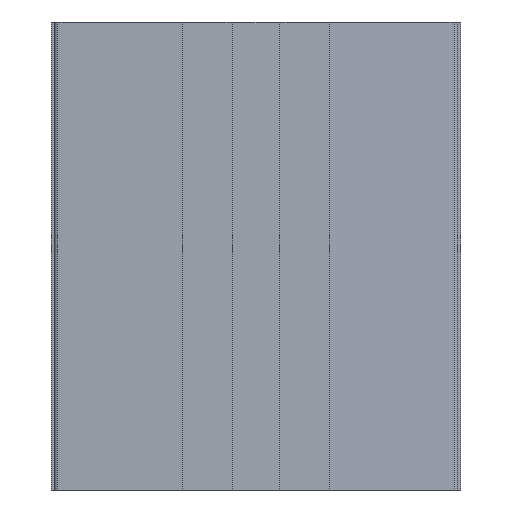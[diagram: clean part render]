
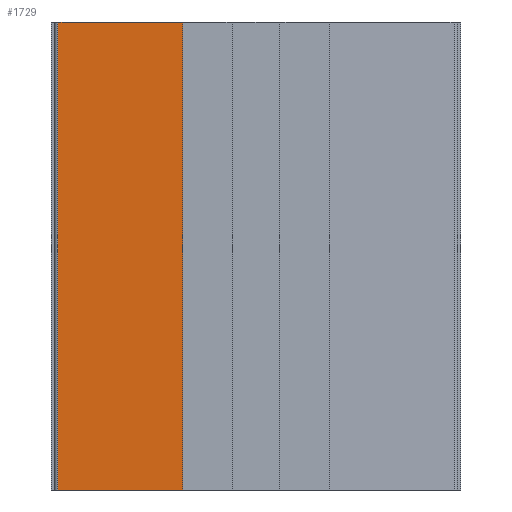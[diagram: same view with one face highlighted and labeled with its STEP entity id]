
A CAD part, front view. The second image highlights one B-rep face of the part: STEP entity #1729.
In plain terms, the highlighted planar face has unit normal (-0.031, -1, 0).
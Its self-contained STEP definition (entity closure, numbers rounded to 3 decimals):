
#72 = EDGE_CURVE ( 'NONE', #4307, #4468, #3277, .T. ) ;
#163 = LINE ( 'NONE', #2754, #3842 ) ;
#449 = CARTESIAN_POINT ( 'NONE',  ( -12.5, -98.806, 40. ) ) ;
#625 = DIRECTION ( 'NONE',  ( 1., -0.031, 0. ) ) ;
#635 = VECTOR ( 'NONE', #625, 1000. ) ;
#698 = EDGE_CURVE ( 'NONE', #3753, #4468, #163, .T. ) ;
#1208 = EDGE_LOOP ( 'NONE', ( #3102, #4231, #3826, #6594 ) ) ;
#1354 = CARTESIAN_POINT ( 'NONE',  ( -33.85, -98.15, 40. ) ) ;
#1729 = ADVANCED_FACE ( 'NONE', ( #6412 ), #6300, .F. ) ;
#1740 = EDGE_CURVE ( 'NONE', #6121, #4307, #6200, .T. ) ;
#2645 = DIRECTION ( 'NONE',  ( 1., -0.031, 0. ) ) ;
#2651 = VECTOR ( 'NONE', #3193, 1000. ) ;
#2754 = CARTESIAN_POINT ( 'NONE',  ( -33.85, -98.15, -40. ) ) ;
#2950 = LINE ( 'NONE', #1354, #2651 ) ;
#3102 = ORIENTED_EDGE ( 'NONE', *, *, #698, .T. ) ;
#3193 = DIRECTION ( 'NONE',  ( 0., 0., -1. ) ) ;
#3277 = LINE ( 'NONE', #6281, #5366 ) ;
#3679 = DIRECTION ( 'NONE',  ( -1., 0.031, 0. ) ) ;
#3688 = DIRECTION ( 'NONE',  ( 0., 0., -1. ) ) ;
#3753 = VERTEX_POINT ( 'NONE', #7976 ) ;
#3826 = ORIENTED_EDGE ( 'NONE', *, *, #1740, .F. ) ;
#3842 = VECTOR ( 'NONE', #2645, 1000. ) ;
#3901 = EDGE_CURVE ( 'NONE', #6121, #3753, #2950, .T. ) ;
#4231 = ORIENTED_EDGE ( 'NONE', *, *, #72, .F. ) ;
#4307 = VERTEX_POINT ( 'NONE', #449 ) ;
#4435 = DIRECTION ( 'NONE',  ( 0.031, 1., 0. ) ) ;
#4468 = VERTEX_POINT ( 'NONE', #5061 ) ;
#5049 = CARTESIAN_POINT ( 'NONE',  ( -33.85, -98.15, 40. ) ) ;
#5061 = CARTESIAN_POINT ( 'NONE',  ( -12.5, -98.806, -40. ) ) ;
#5366 = VECTOR ( 'NONE', #3688, 1000. ) ;
#6121 = VERTEX_POINT ( 'NONE', #6709 ) ;
#6200 = LINE ( 'NONE', #8244, #635 ) ;
#6281 = CARTESIAN_POINT ( 'NONE',  ( -12.5, -98.806, 40. ) ) ;
#6300 = PLANE ( 'NONE',  #6401 ) ;
#6401 = AXIS2_PLACEMENT_3D ( 'NONE', #5049, #4435, #3679 ) ;
#6412 = FACE_OUTER_BOUND ( 'NONE', #1208, .T. ) ;
#6594 = ORIENTED_EDGE ( 'NONE', *, *, #3901, .T. ) ;
#6709 = CARTESIAN_POINT ( 'NONE',  ( -33.85, -98.15, 40. ) ) ;
#7976 = CARTESIAN_POINT ( 'NONE',  ( -33.85, -98.15, -40. ) ) ;
#8244 = CARTESIAN_POINT ( 'NONE',  ( -33.85, -98.15, 40. ) ) ;
